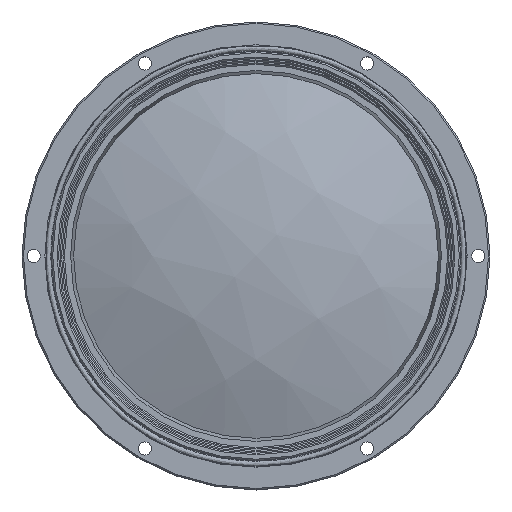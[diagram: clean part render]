
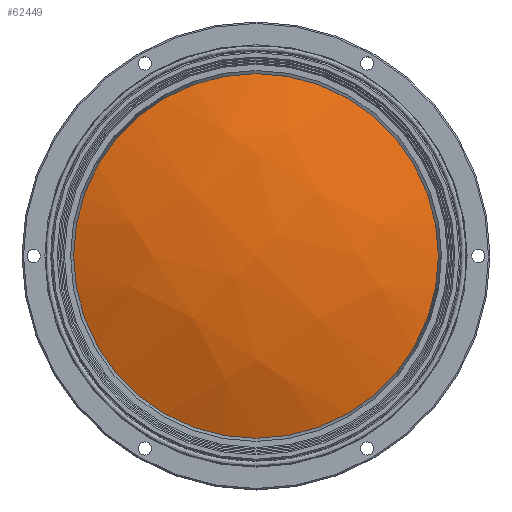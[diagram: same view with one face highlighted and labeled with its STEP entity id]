
A CAD part, top view. The second image highlights one B-rep face of the part: STEP entity #62449.
In plain terms, the highlighted free-form (B-spline) face has degree [3, 3] with [4, 4] control points.
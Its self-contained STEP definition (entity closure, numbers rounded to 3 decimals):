
#20776 = DIRECTION ( 'NONE',  ( 0., 0., 1. ) ) ;
#22986 = CARTESIAN_POINT ( 'NONE',  ( 64.692, 22.076, -8.192 ) ) ;
#28984 = CARTESIAN_POINT ( 'NONE',  ( -65.01, -22.373, -8.362 ) ) ;
#41156 = CARTESIAN_POINT ( 'NONE',  ( -22.907, 22.076, 8.752 ) ) ;
#42358 = CARTESIAN_POINT ( 'NONE',  ( 20.368, 63.28, -8.304 ) ) ;
#44762 = CARTESIAN_POINT ( 'NONE',  ( -22.902, -22.373, 8.712 ) ) ;
#59363 = CARTESIAN_POINT ( 'NONE',  ( -58.758, 63.28, -23.779 ) ) ;
#62449 = ADVANCED_FACE ( 'NONE', ( #208457 ), #194852, .T. ) ;
#67705 = CARTESIAN_POINT ( 'NONE',  ( 22.535, -22.373, 8.76 ) ) ;
#68033 = VERTEX_POINT ( 'NONE', #181960 ) ;
#89224 = ORIENTED_EDGE ( 'NONE', *, *, #214647, .T. ) ;
#94699 = DIRECTION ( 'NONE',  ( 1., 0., 0. ) ) ;
#100491 = CARTESIAN_POINT ( 'NONE',  ( -58.717, -63.548, -23.88 ) ) ;
#102328 = EDGE_LOOP ( 'NONE', ( #89224 ) ) ;
#105136 = CIRCLE ( 'NONE', #147676, 62.35 ) ;
#115089 = CARTESIAN_POINT ( 'NONE',  ( 22.54, 22.076, 8.799 ) ) ;
#133270 = CARTESIAN_POINT ( 'NONE',  ( 58.458, 63.28, -23.658 ) ) ;
#139246 = CARTESIAN_POINT ( 'NONE',  ( 20.354, -63.548, -8.416 ) ) ;
#140460 = CARTESIAN_POINT ( 'NONE',  ( 64.678, -22.373, -8.227 ) ) ;
#147676 = AXIS2_PLACEMENT_3D ( 'NONE', #184461, #20776, #94699 ) ;
#181960 = CARTESIAN_POINT ( 'NONE',  ( 62.35, 0., -11.946 ) ) ;
#184461 = CARTESIAN_POINT ( 'NONE',  ( 0., 0., -11.946 ) ) ;
#192655 = CARTESIAN_POINT ( 'NONE',  ( 58.417, -63.548, -23.758 ) ) ;
#194852 =( BOUNDED_SURFACE ( )  B_SPLINE_SURFACE ( 3, 3, ( 
 ( #59363, #225472, #42358, #133270 ),
 ( #207260, #41156, #115089, #22986 ),
 ( #28984, #44762, #67705, #140460 ),
 ( #100491, #229068, #139246, #192655 ) ),
 .UNSPECIFIED., .F., .F., .F. ) 
 B_SPLINE_SURFACE_WITH_KNOTS ( ( 4, 4 ),
 ( 4, 4 ),
 ( 0., 1. ),
 ( 0., 1. ),
 .UNSPECIFIED. ) 
 GEOMETRIC_REPRESENTATION_ITEM ( )  RATIONAL_B_SPLINE_SURFACE ( (
 ( 1., 0.951, 0.951, 1.),
 ( 0.951, 0.905, 0.905, 0.951),
 ( 0.951, 0.905, 0.905, 0.951),
 ( 1., 0.951, 0.951, 1.) ) ) 
 REPRESENTATION_ITEM ( '' )  SURFACE ( )  );
#207260 = CARTESIAN_POINT ( 'NONE',  ( -65.024, 22.076, -8.326 ) ) ;
#208457 = FACE_OUTER_BOUND ( 'NONE', #102328, .T. ) ;
#214647 = EDGE_CURVE ( 'NONE', #68033, #68033, #105136, .T. ) ;
#225472 = CARTESIAN_POINT ( 'NONE',  ( -20.7, 63.28, -8.347 ) ) ;
#229068 = CARTESIAN_POINT ( 'NONE',  ( -20.686, -63.548, -8.458 ) ) ;
